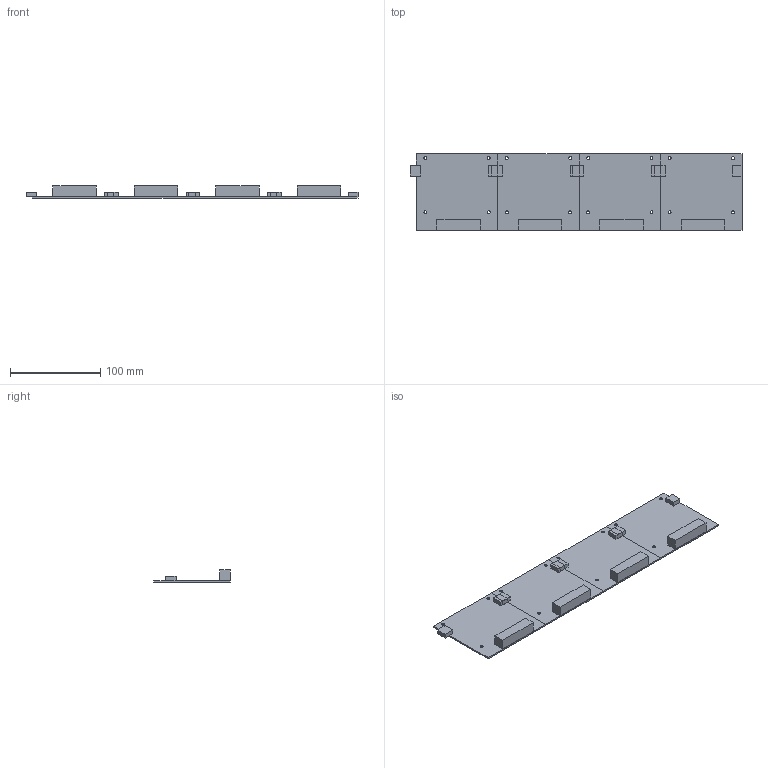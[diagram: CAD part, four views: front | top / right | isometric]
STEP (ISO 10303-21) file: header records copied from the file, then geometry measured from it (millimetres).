
FILE_DESCRIPTION(('FreeCAD Model'),'2;1');
FILE_NAME('Open CASCADE Shape Model','2023-03-21T21:17:31',(''),(''), 'Open CASCADE STEP processor 7.6','FreeCAD','Unknown');
FILE_SCHEMA(('AUTOMOTIVE_DESIGN { 1 0 10303 214 1 1 1 1 }'));
Length unit declared in the file: millimetre
Products named in the file (5): DIN; 2_001; 2_002; 2_003; 2_004
Assembly tree (4 placements, depth 2):
  DIN
    2_001
    2_002
    2_003
    2_004
Bounding box: 367 x 85 x 13.6 mm (x, y, z)
Volume: 81682.1 mm3; surface area: 71712 mm2
Topology: 4 solids, 4 shells, 104 faces, 260 edges, 168 vertices
Faces by surface type: plane 88, cylinder 16
Full cylindrical faces by diameter (mm): 3.2 x16
Entity records: 3287 total; most frequent: CARTESIAN_POINT 537, ORIENTED_EDGE 520, DIRECTION 510, EDGE_CURVE 260, LINE 228, VECTOR 228, VERTEX_POINT 168, AXIS2_PLACEMENT_3D 141
